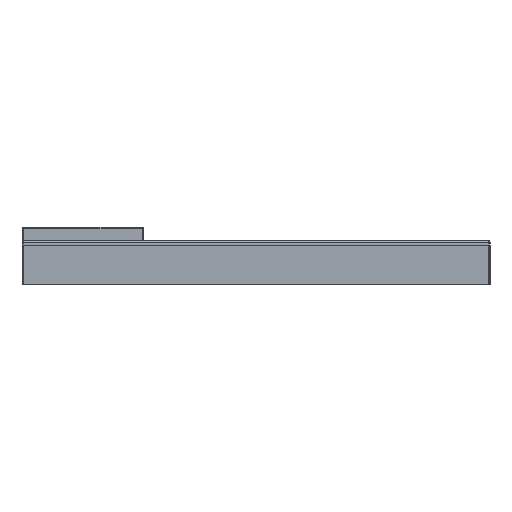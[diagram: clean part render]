
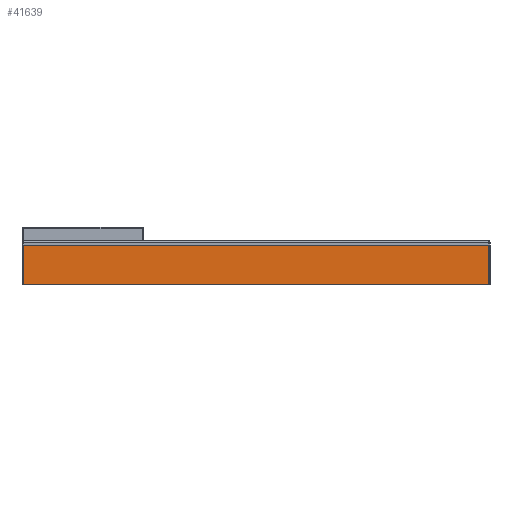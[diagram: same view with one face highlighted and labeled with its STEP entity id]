
A CAD part, left-side view. The second image highlights one B-rep face of the part: STEP entity #41639.
In plain terms, the highlighted planar face has unit normal (-1, 0, 0).
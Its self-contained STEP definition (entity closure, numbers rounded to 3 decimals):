
#4856=FACE_OUTER_BOUND('',#7815,.T.);
#7815=EDGE_LOOP('',(#34986,#34987,#34988,#34989));
#11550=LINE('',#64482,#16125);
#11551=LINE('',#64485,#16126);
#11552=LINE('',#64487,#16127);
#11553=LINE('',#64488,#16128);
#16125=VECTOR('',#53227,10.);
#16126=VECTOR('',#53230,10.);
#16127=VECTOR('',#53231,10.);
#16128=VECTOR('',#53232,10.);
#20445=VERTEX_POINT('',#64475);
#20448=VERTEX_POINT('',#64480);
#20449=VERTEX_POINT('',#64484);
#20450=VERTEX_POINT('',#64486);
#25511=EDGE_CURVE('',#20448,#20445,#11550,.T.);
#25512=EDGE_CURVE('',#20449,#20448,#11551,.T.);
#25513=EDGE_CURVE('',#20450,#20449,#11552,.T.);
#25514=EDGE_CURVE('',#20445,#20450,#11553,.T.);
#34986=ORIENTED_EDGE('',*,*,#25511,.F.);
#34987=ORIENTED_EDGE('',*,*,#25512,.F.);
#34988=ORIENTED_EDGE('',*,*,#25513,.F.);
#34989=ORIENTED_EDGE('',*,*,#25514,.F.);
#39752=PLANE('',#44826);
#41639=ADVANCED_FACE('',(#4856),#39752,.T.);
#44826=AXIS2_PLACEMENT_3D('',#64483,#53228,#53229);
#53227=DIRECTION('',(0.,0.,-1.));
#53228=DIRECTION('center_axis',(-1.,0.,0.));
#53229=DIRECTION('ref_axis',(0.,0.,1.));
#53230=DIRECTION('',(0.,-1.,0.));
#53231=DIRECTION('',(0.,0.,1.));
#53232=DIRECTION('',(0.,1.,0.));
#64475=CARTESIAN_POINT('',(315.08,-299.4,-13.));
#64480=CARTESIAN_POINT('',(315.08,-299.4,1.6));
#64482=CARTESIAN_POINT('',(315.08,-299.4,0.));
#64483=CARTESIAN_POINT('Origin',(315.08,-295.7,0.));
#64484=CARTESIAN_POINT('',(315.08,-127.35,1.6));
#64485=CARTESIAN_POINT('',(315.08,-295.7,1.6));
#64486=CARTESIAN_POINT('',(315.08,-127.35,-13.));
#64487=CARTESIAN_POINT('',(315.08,-127.35,0.));
#64488=CARTESIAN_POINT('',(315.08,-131.05,-13.));
